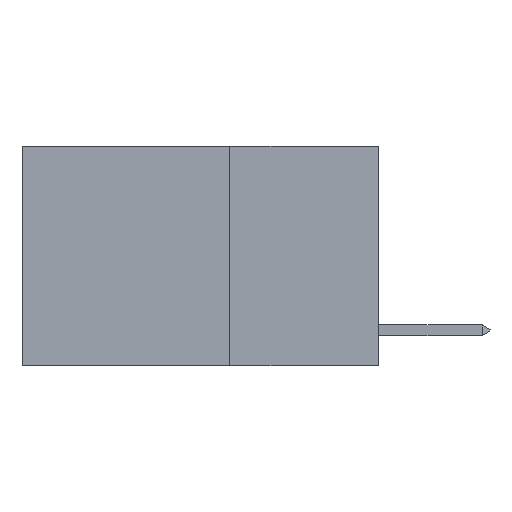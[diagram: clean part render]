
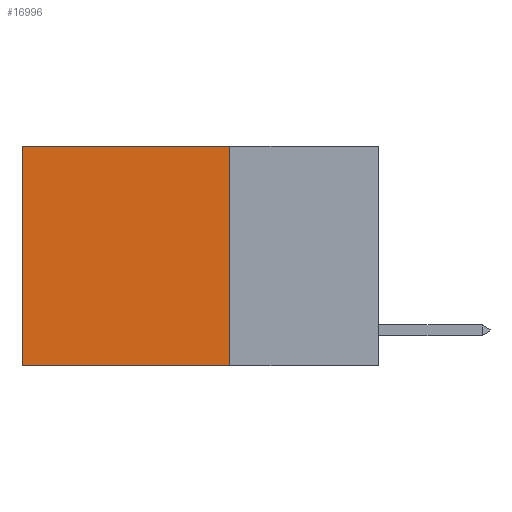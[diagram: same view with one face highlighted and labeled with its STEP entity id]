
A CAD part, left-side view. The second image highlights one B-rep face of the part: STEP entity #16996.
In plain terms, the highlighted planar face has unit normal (-1, 0, 0).
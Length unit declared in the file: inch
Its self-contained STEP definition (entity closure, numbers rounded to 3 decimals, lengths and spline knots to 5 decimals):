
#375 = CARTESIAN_POINT ( 'NONE',  ( 0.2625, 0.25, -0.37 ) ) ;
#1098 = FACE_OUTER_BOUND ( 'NONE', #3454, .T. ) ;
#1845 = DIRECTION ( 'NONE',  ( 0., 1., 0. ) ) ;
#2145 = ORIENTED_EDGE ( 'NONE', *, *, #4904, .T. ) ;
#2178 = ORIENTED_EDGE ( 'NONE', *, *, #7546, .F. ) ;
#2316 = CARTESIAN_POINT ( 'NONE',  ( 0.2625, 0.25, 0. ) ) ;
#2737 = DIRECTION ( 'NONE',  ( 0., 0., -1. ) ) ;
#3346 = CARTESIAN_POINT ( 'NONE',  ( 0.2625, 0.25, -0.37 ) ) ;
#3390 = VECTOR ( 'NONE', #8591, 39.37008 ) ;
#3454 = EDGE_LOOP ( 'NONE', ( #6944, #6121, #2178, #2145 ) ) ;
#3480 = LINE ( 'NONE', #7780, #17713 ) ;
#4123 = CARTESIAN_POINT ( 'NONE',  ( 0.2625, 0.25, 0. ) ) ;
#4299 = LINE ( 'NONE', #12777, #3390 ) ;
#4442 = EDGE_CURVE ( 'NONE', #14536, #18190, #4715, .T. ) ;
#4715 = LINE ( 'NONE', #375, #11582 ) ;
#4904 = EDGE_CURVE ( 'NONE', #11454, #6770, #11688, .T. ) ;
#6121 = ORIENTED_EDGE ( 'NONE', *, *, #4442, .F. ) ;
#6770 = VERTEX_POINT ( 'NONE', #7791 ) ;
#6944 = ORIENTED_EDGE ( 'NONE', *, *, #9742, .T. ) ;
#6972 = CARTESIAN_POINT ( 'NONE',  ( 0.2625, 0.6, -0.37 ) ) ;
#7546 = EDGE_CURVE ( 'NONE', #11454, #14536, #4299, .T. ) ;
#7780 = CARTESIAN_POINT ( 'NONE',  ( 0.2625, 0.6, 0. ) ) ;
#7791 = CARTESIAN_POINT ( 'NONE',  ( 0.2625, 0.6, 0. ) ) ;
#8591 = DIRECTION ( 'NONE',  ( 0., 0., -1. ) ) ;
#9742 = EDGE_CURVE ( 'NONE', #6770, #18190, #3480, .T. ) ;
#9822 = DIRECTION ( 'NONE',  ( 1., 0., 0. ) ) ;
#9836 = VECTOR ( 'NONE', #17433, 39.37008 ) ;
#9874 = AXIS2_PLACEMENT_3D ( 'NONE', #4123, #9822, #2737 ) ;
#10110 = CARTESIAN_POINT ( 'NONE',  ( 0.2625, 0.25, 0. ) ) ;
#11454 = VERTEX_POINT ( 'NONE', #2316 ) ;
#11582 = VECTOR ( 'NONE', #1845, 39.37008 ) ;
#11688 = LINE ( 'NONE', #10110, #9836 ) ;
#12777 = CARTESIAN_POINT ( 'NONE',  ( 0.2625, 0.25, 0. ) ) ;
#14536 = VERTEX_POINT ( 'NONE', #3346 ) ;
#16423 = DIRECTION ( 'NONE',  ( 0., 0., -1. ) ) ;
#16875 = PLANE ( 'NONE',  #9874 ) ;
#16996 = ADVANCED_FACE ( 'NONE', ( #1098 ), #16875, .F. ) ;
#17433 = DIRECTION ( 'NONE',  ( 0., 1., 0. ) ) ;
#17713 = VECTOR ( 'NONE', #16423, 39.37008 ) ;
#18190 = VERTEX_POINT ( 'NONE', #6972 ) ;
